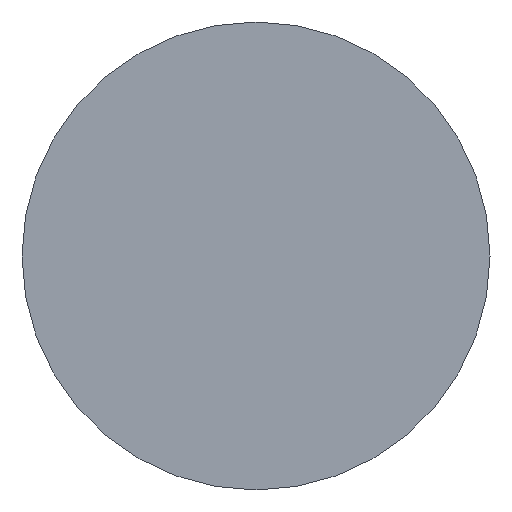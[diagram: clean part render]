
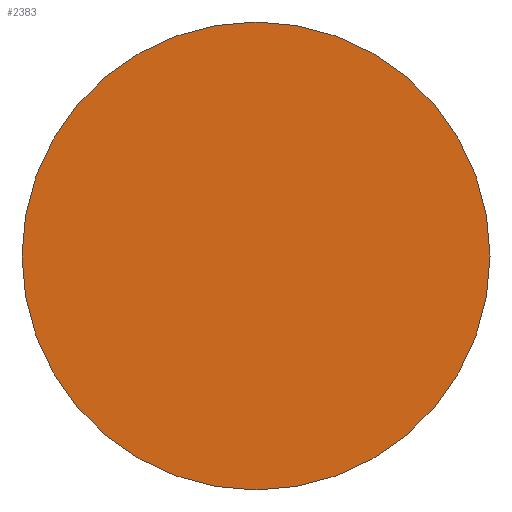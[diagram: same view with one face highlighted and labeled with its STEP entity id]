
A CAD part, top view. The second image highlights one B-rep face of the part: STEP entity #2383.
In plain terms, the highlighted planar face has unit normal (0, 0, 1).
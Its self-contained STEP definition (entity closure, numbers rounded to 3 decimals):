
#1848=CARTESIAN_POINT('Vertex',(0.,-50.27,93.5)) ;
#1851=CARTESIAN_POINT('Axis2P3D Location',(0.,0.,93.5)) ;
#1855=CARTESIAN_POINT('Vertex',(0.,50.27,93.5)) ;
#2315=CARTESIAN_POINT('Axis2P3D Location',(0.,0.,93.5)) ;
#2374=CARTESIAN_POINT('Axis2P3D Location',(0.,-50.27,93.5)) ;
#1852=DIRECTION('Axis2P3D Direction',(0.,0.,1.)) ;
#2316=DIRECTION('Axis2P3D Direction',(0.,0.,1.)) ;
#2375=DIRECTION('Axis2P3D Direction',(0.,0.,1.)) ;
#2376=DIRECTION('Axis2P3D XDirection',(1.,0.,0.)) ;
#1853=AXIS2_PLACEMENT_3D('Circle Axis2P3D',#1851,#1852,$) ;
#2317=AXIS2_PLACEMENT_3D('Circle Axis2P3D',#2315,#2316,$) ;
#2377=AXIS2_PLACEMENT_3D('Plane Axis2P3D',#2374,#2375,#2376) ;
#1854=CIRCLE('generated circle',#1853,50.27) ;
#2318=CIRCLE('generated circle',#2317,50.27) ;
#2378=PLANE('',#2377) ;
#1857=EDGE_CURVE('',#1856,#1849,#1854,.T.) ;
#2319=EDGE_CURVE('',#1849,#1856,#2318,.T.) ;
#2380=ORIENTED_EDGE('',*,*,#2319,.T.) ;
#2381=ORIENTED_EDGE('',*,*,#1857,.T.) ;
#2379=EDGE_LOOP('',(#2380,#2381)) ;
#1849=VERTEX_POINT('',#1848) ;
#1856=VERTEX_POINT('',#1855) ;
#2383=ADVANCED_FACE('PartBody',(#2382),#2378,.T.) ;
#2382=FACE_OUTER_BOUND('',#2379,.T.) ;
